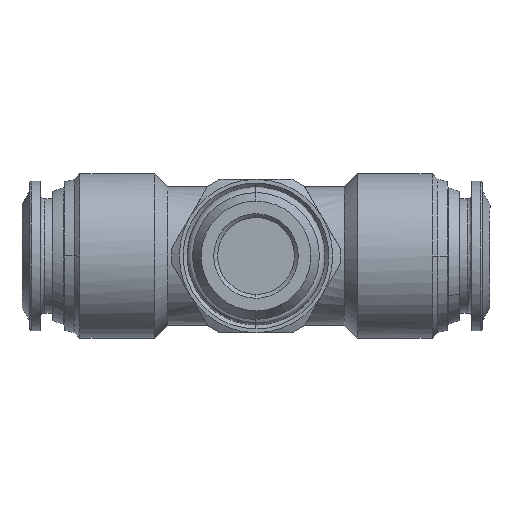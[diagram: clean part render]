
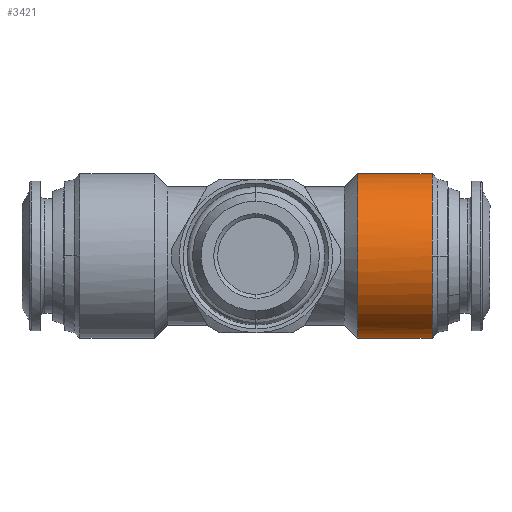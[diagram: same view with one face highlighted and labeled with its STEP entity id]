
A CAD part, front view. The second image highlights one B-rep face of the part: STEP entity #3421.
In plain terms, the highlighted free-form (B-spline) face has degree [1, 3] with [2, 4] control points.
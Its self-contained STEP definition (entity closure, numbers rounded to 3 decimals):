
#193 = ORIENTED_EDGE ( 'NONE', *, *, #4585, .F. ) ;
#206 = CARTESIAN_POINT ( 'NONE',  ( 22.05, 3.152, -10.75 ) ) ;
#514 = CARTESIAN_POINT ( 'NONE',  ( 22.05, 9.45, -10.75 ) ) ;
#910 = ORIENTED_EDGE ( 'NONE', *, *, #8766, .F. ) ;
#981 = CARTESIAN_POINT ( 'NONE',  ( 22.05, -1.3, 0. ) ) ;
#1333 =( BOUNDED_CURVE ( )  B_SPLINE_CURVE ( 3, ( #5918, #1360, #2205, #5286 ),
 .UNSPECIFIED., .F., .F. ) 
 B_SPLINE_CURVE_WITH_KNOTS ( ( 4, 4 ),
 ( -3.142, 0. ),
 .UNSPECIFIED. ) 
 CURVE ( )  GEOMETRIC_REPRESENTATION_ITEM ( )  RATIONAL_B_SPLINE_CURVE ( ( 1., 0.333, 0.333, 1. ) ) 
 REPRESENTATION_ITEM ( '' )  );
#1360 = CARTESIAN_POINT ( 'NONE',  ( 12.352, -12.05, 10.75 ) ) ;
#1389 = CARTESIAN_POINT ( 'NONE',  ( 22.05, 9.45, -10.75 ) ) ;
#1910 =( BOUNDED_CURVE ( )  B_SPLINE_CURVE ( 3, ( #9535, #8780, #4108, #5689 ),
 .UNSPECIFIED., .F., .F. ) 
 B_SPLINE_CURVE_WITH_KNOTS ( ( 4, 4 ),
 ( -1.571, 0. ),
 .UNSPECIFIED. ) 
 CURVE ( )  GEOMETRIC_REPRESENTATION_ITEM ( )  RATIONAL_B_SPLINE_CURVE ( ( 1., 0.805, 0.805, 1. ) ) 
 REPRESENTATION_ITEM ( '' )  );
#2038 = CARTESIAN_POINT ( 'NONE',  ( 22.05, -12.05, 10.75 ) ) ;
#2116 = VERTEX_POINT ( 'NONE', #8083 ) ;
#2136 = CARTESIAN_POINT ( 'NONE',  ( 22.05, -12.05, -10.75 ) ) ;
#2205 = CARTESIAN_POINT ( 'NONE',  ( 12.352, -12.05, -10.75 ) ) ;
#2810 = CARTESIAN_POINT ( 'NONE',  ( 12.352, 9.45, -10.75 ) ) ;
#3421 = ADVANCED_FACE ( 'NONE', ( #4582 ), #4831, .F. ) ;
#3538 = B_SPLINE_CURVE_WITH_KNOTS ( 'NONE', 1,
 ( #9079, #4533 ),
 .UNSPECIFIED., .F., .F.,
 ( 2, 2 ),
 ( -1., 0. ),
 .UNSPECIFIED. ) ;
#3954 = CARTESIAN_POINT ( 'NONE',  ( 22.05, -1.3, -6.297 ) ) ;
#4108 = CARTESIAN_POINT ( 'NONE',  ( 22.05, -1.3, 6.297 ) ) ;
#4125 = EDGE_CURVE ( 'NONE', #8464, #2116, #3538, .T. ) ;
#4345 = CARTESIAN_POINT ( 'NONE',  ( 12.352, -12.05, 10.75 ) ) ;
#4412 = CARTESIAN_POINT ( 'NONE',  ( 22.05, 9.45, -10.75 ) ) ;
#4533 = CARTESIAN_POINT ( 'NONE',  ( 12.352, 9.45, 10.75 ) ) ;
#4582 = FACE_OUTER_BOUND ( 'NONE', #5437, .T. ) ;
#4585 = EDGE_CURVE ( 'NONE', #5665, #6876, #8917, .T. ) ;
#4698 = CARTESIAN_POINT ( 'NONE',  ( 22.05, 9.45, 10.75 ) ) ;
#4831 =( BOUNDED_SURFACE ( )  B_SPLINE_SURFACE ( 1, 3, ( 
 ( #1389, #2136, #2038, #6591 ),
 ( #2810, #8139, #4345, #7426 ) ),
 .UNSPECIFIED., .F., .F., .F. ) 
 B_SPLINE_SURFACE_WITH_KNOTS ( ( 2, 2 ),
 ( 4, 4 ),
 ( 0., 1. ),
 ( 0., 1. ),
 .UNSPECIFIED. ) 
 GEOMETRIC_REPRESENTATION_ITEM ( )  RATIONAL_B_SPLINE_SURFACE ( (
 ( 1., 0.333, 0.333, 1.),
 ( 1., 0.333, 0.333, 1.) ) ) 
 REPRESENTATION_ITEM ( '' )  SURFACE ( )  );
#5188 = ORIENTED_EDGE ( 'NONE', *, *, #4125, .T. ) ;
#5286 = CARTESIAN_POINT ( 'NONE',  ( 12.352, 9.45, -10.75 ) ) ;
#5437 = EDGE_LOOP ( 'NONE', ( #193, #910, #5188, #6098, #9287 ) ) ;
#5536 = CARTESIAN_POINT ( 'NONE',  ( 22.05, 9.45, -10.75 ) ) ;
#5665 = VERTEX_POINT ( 'NONE', #981 ) ;
#5689 = CARTESIAN_POINT ( 'NONE',  ( 22.05, -1.3, 0. ) ) ;
#5880 = CARTESIAN_POINT ( 'NONE',  ( 12.352, 9.45, -10.75 ) ) ;
#5918 = CARTESIAN_POINT ( 'NONE',  ( 12.352, 9.45, 10.75 ) ) ;
#6069 = B_SPLINE_CURVE_WITH_KNOTS ( 'NONE', 1,
 ( #9613, #514 ),
 .UNSPECIFIED., .F., .F.,
 ( 2, 2 ),
 ( -1., 0. ),
 .UNSPECIFIED. ) ;
#6098 = ORIENTED_EDGE ( 'NONE', *, *, #9280, .T. ) ;
#6591 = CARTESIAN_POINT ( 'NONE',  ( 22.05, 9.45, 10.75 ) ) ;
#6876 = VERTEX_POINT ( 'NONE', #4412 ) ;
#6909 = EDGE_CURVE ( 'NONE', #7821, #6876, #6069, .T. ) ;
#7426 = CARTESIAN_POINT ( 'NONE',  ( 12.352, 9.45, 10.75 ) ) ;
#7821 = VERTEX_POINT ( 'NONE', #5880 ) ;
#8083 = CARTESIAN_POINT ( 'NONE',  ( 12.352, 9.45, 10.75 ) ) ;
#8139 = CARTESIAN_POINT ( 'NONE',  ( 12.352, -12.05, -10.75 ) ) ;
#8464 = VERTEX_POINT ( 'NONE', #4698 ) ;
#8766 = EDGE_CURVE ( 'NONE', #8464, #5665, #1910, .T. ) ;
#8780 = CARTESIAN_POINT ( 'NONE',  ( 22.05, 3.152, 10.75 ) ) ;
#8917 =( BOUNDED_CURVE ( )  B_SPLINE_CURVE ( 3, ( #9333, #3954, #206, #5536 ),
 .UNSPECIFIED., .F., .F. ) 
 B_SPLINE_CURVE_WITH_KNOTS ( ( 4, 4 ),
 ( -1.571, 0. ),
 .UNSPECIFIED. ) 
 CURVE ( )  GEOMETRIC_REPRESENTATION_ITEM ( )  RATIONAL_B_SPLINE_CURVE ( ( 1., 0.805, 0.805, 1. ) ) 
 REPRESENTATION_ITEM ( '' )  );
#9079 = CARTESIAN_POINT ( 'NONE',  ( 22.05, 9.45, 10.75 ) ) ;
#9280 = EDGE_CURVE ( 'NONE', #2116, #7821, #1333, .T. ) ;
#9287 = ORIENTED_EDGE ( 'NONE', *, *, #6909, .T. ) ;
#9333 = CARTESIAN_POINT ( 'NONE',  ( 22.05, -1.3, 0. ) ) ;
#9535 = CARTESIAN_POINT ( 'NONE',  ( 22.05, 9.45, 10.75 ) ) ;
#9613 = CARTESIAN_POINT ( 'NONE',  ( 12.352, 9.45, -10.75 ) ) ;
